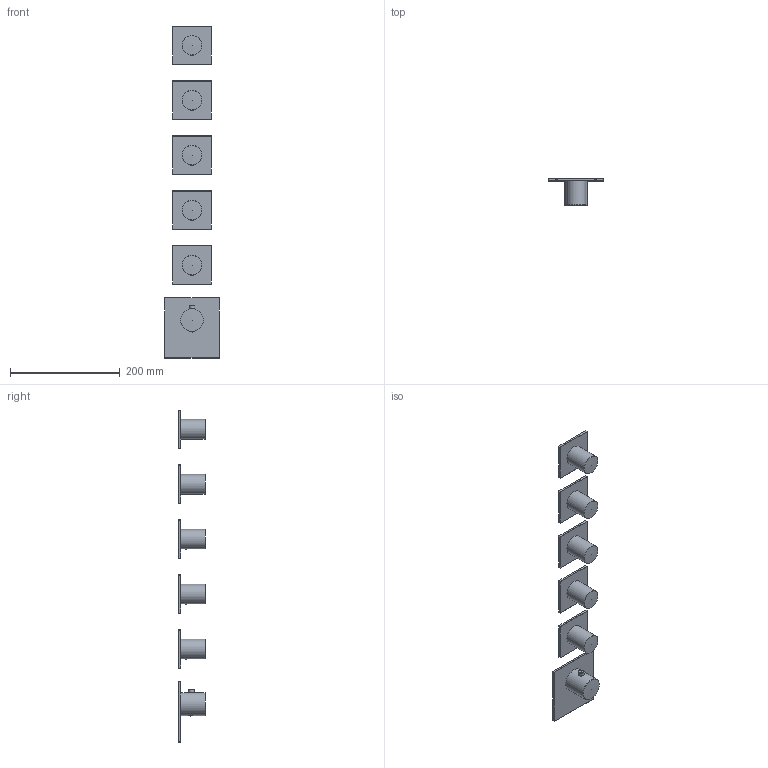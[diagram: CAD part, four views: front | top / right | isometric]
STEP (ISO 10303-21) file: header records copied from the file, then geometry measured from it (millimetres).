
FILE_DESCRIPTION(/* description */ ('Unknown'),/* implementation_level */ '2;1');
FILE_NAME(/* name */ 'MHRQ5',/* time_stamp */ '2016-05-13T08:05:41+02:00',/* author */ ('Unknown'),/* organization */ ('Unknown'),/* preprocessor_version */ 'ST-DEVELOPER v16.7',/* originating_system */ 'DEX',/* authorisation */ $);
FILE_SCHEMA (('AUTOMOTIVE_DESIGN {1 0 10303 214 3 1 1}'));
Length unit declared in the file: millimetre
Products named in the file (3): e180085_02100sc; E180083_02100SC; MHRQ rub sing
Assembly tree (3 placements, depth 2):
  e180085_02100sc
    E180083_02100SC
    MHRQ rub sing  x2
Bounding box: 100 x 49 x 604 mm (x, y, z)
Volume: 410747.2 mm3; surface area: 115560.8 mm2
Topology: 6 solids, 6 shells, 335 faces, 940 edges, 648 vertices
Faces by surface type: cylinder 122, plane 115, torus 43, bspline 36, sphere 13, cone 6
Full cylindrical faces by diameter (mm): 4.2 x4, 9.95 x1, 17 x5, 22 x6, 35.7 x5, 41.7 x1
Entity records: 17450 total; most frequent: CARTESIAN_POINT 10556, ORIENTED_EDGE 1476, DIRECTION 1260, EDGE_CURVE 738, VERTEX_POINT 528, AXIS2_PLACEMENT_3D 500, EDGE_LOOP 356, FACE_BOUND 356
